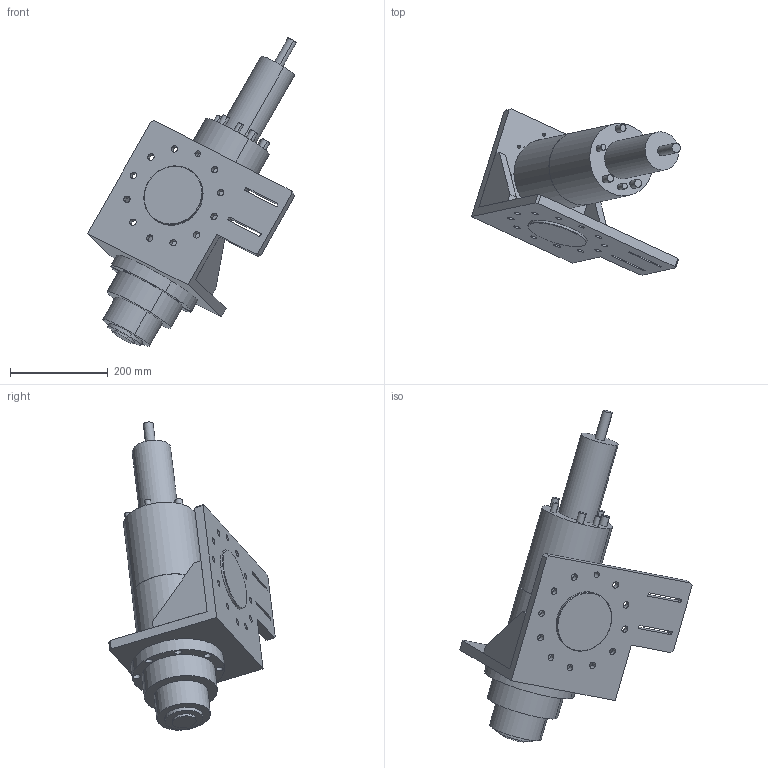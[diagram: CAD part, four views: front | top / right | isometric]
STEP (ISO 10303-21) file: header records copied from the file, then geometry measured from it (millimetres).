
FILE_DESCRIPTION (( 'STEP AP214' ), '1' );
FILE_NAME ('spindle.STEP', '2021-10-21T02:25:17', ( '' ), ( '' ), 'SwSTEP 2.0', 'SolidWorks 2018', '' );
FILE_SCHEMA (( 'AUTOMOTIVE_DESIGN' ));
Length unit declared in the file: metre
Products named in the file (1): spindle
Bounding box: 427.82 x 340.59 x 631.17 mm (x, y, z)
Volume: 11512859.1 mm3; surface area: 676746.6 mm2
Topology: 4 solids, 4 shells, 202 faces, 486 edges, 316 vertices
Faces by surface type: cylinder 116, plane 62, cone 24
Entity records: 6159 total; most frequent: DIRECTION 1148, CARTESIAN_POINT 1005, ORIENTED_EDGE 972, EDGE_CURVE 486, AXIS2_PLACEMENT_3D 459, VERTEX_POINT 316, EDGE_LOOP 288, CIRCLE 256
